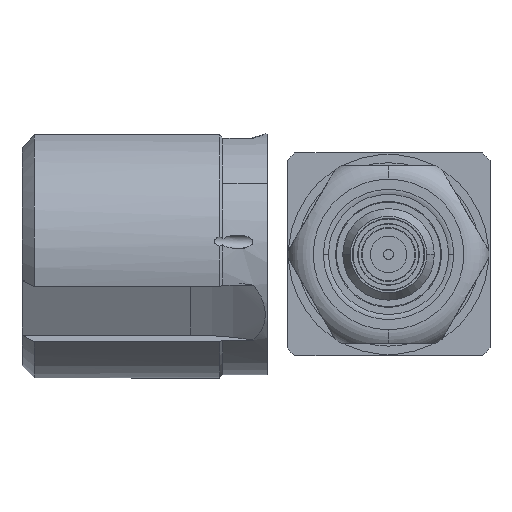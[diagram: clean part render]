
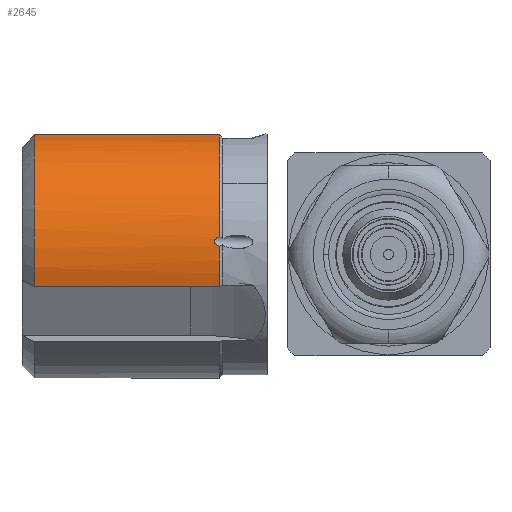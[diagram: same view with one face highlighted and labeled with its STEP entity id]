
A CAD part, front view. The second image highlights one B-rep face of the part: STEP entity #2645.
In plain terms, the highlighted cylindrical face has radius 7.747 mm (diameter 15.494 mm), a partial arc.
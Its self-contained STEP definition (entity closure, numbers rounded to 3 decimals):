
#1428=CARTESIAN_POINT('',(-1.016,0.,0.));
#1429=DIRECTION('',(1.,0.,0.));
#1430=DIRECTION('',(0.,-0.256,0.967));
#1431=AXIS2_PLACEMENT_3D('',#1428,#1429,#1430);
#1529=DIRECTION('',(-1.,0.,0.));
#1530=VECTOR('',#1529,11.608);
#1531=CARTESIAN_POINT('',(10.592,-7.477,-2.029));
#1532=LINE('',#1531,#1530);
#1533=DIRECTION('',(1.,0.,0.));
#1534=VECTOR('',#1533,11.608);
#1535=CARTESIAN_POINT('',(-1.016,-1.981,7.489));
#1536=LINE('',#1535,#1534);
#1537=CARTESIAN_POINT('',(10.592,0.,0.));
#1538=DIRECTION('',(1.,0.,0.));
#1539=DIRECTION('',(0.,-0.256,0.967));
#1540=AXIS2_PLACEMENT_3D('',#1537,#1538,#1539);
#1542=CARTESIAN_POINT('',(10.592,-7.731,0.502));
#1543=CARTESIAN_POINT('',(10.574,-7.73,
0.509));
#1544=CARTESIAN_POINT('',(10.538,-7.729,
0.523));
#1545=CARTESIAN_POINT('',(10.486,-7.728,
0.547));
#1546=CARTESIAN_POINT('',(10.435,-7.726,
0.575));
#1547=CARTESIAN_POINT('',(10.385,-7.723,
0.607));
#1548=CARTESIAN_POINT('',(10.338,-7.72,
0.646));
#1549=CARTESIAN_POINT('',(10.294,-7.716,
0.694));
#1550=CARTESIAN_POINT('',(10.259,-7.71,
0.76));
#1551=CARTESIAN_POINT('',(10.254,-7.702,
0.835));
#1552=CARTESIAN_POINT('',(10.277,-7.695,
0.898));
#1553=CARTESIAN_POINT('',(10.315,-7.689,
0.95));
#1554=CARTESIAN_POINT('',(10.361,-7.683,
0.994));
#1555=CARTESIAN_POINT('',(10.414,-7.678,1.031));
#1556=CARTESIAN_POINT('',(10.47,-7.674,1.064));
#1557=CARTESIAN_POINT('',(10.53,-7.67,1.092));
#1558=CARTESIAN_POINT('',(10.571,-7.667,1.109));
#1559=CARTESIAN_POINT('',(10.592,-7.666,1.116));
#1561=CARTESIAN_POINT('',(10.592,0.,0.));
#1562=DIRECTION('',(-1.,0.,0.));
#1563=DIRECTION('',(0.,-0.965,-0.262));
#1564=AXIS2_PLACEMENT_3D('',#1561,#1562,#1563);
#1566=CARTESIAN_POINT('',(10.592,-1.981,7.489));
#1583=CARTESIAN_POINT('',(10.592,-7.666,1.116));
#1677=CARTESIAN_POINT('',(10.592,-7.477,-2.029));
#1689=CARTESIAN_POINT('',(10.592,-7.731,0.502));
#2124=VERTEX_POINT('',#1583);
#2125=VERTEX_POINT('',#1689);
#2139=VERTEX_POINT('',#1566);
#2146=CARTESIAN_POINT('',(-1.016,-1.981,7.489));
#2147=VERTEX_POINT('',#2146);
#2195=VERTEX_POINT('',#1677);
#2198=CARTESIAN_POINT('',(-1.016,-7.477,-2.029));
#2199=VERTEX_POINT('',#2198);
#2628=CARTESIAN_POINT('',(-1.778,0.,0.));
#2629=DIRECTION('',(-1.,0.,0.));
#2630=DIRECTION('',(0.,0.809,-0.588));
#2631=AXIS2_PLACEMENT_3D('',#2628,#2629,#2630);
#2632=CYLINDRICAL_SURFACE('',#2631,7.747);
#2633=ORIENTED_EDGE('',*,*,#2485,.T.);
#2634=ORIENTED_EDGE('',*,*,#2535,.F.);
#2636=ORIENTED_EDGE('',*,*,#2635,.T.);
#2638=ORIENTED_EDGE('',*,*,#2637,.T.);
#2640=ORIENTED_EDGE('',*,*,#2639,.F.);
#2642=ORIENTED_EDGE('',*,*,#2641,.F.);
#2643=EDGE_LOOP('',(#2633,#2634,#2636,#2638,#2640,#2642));
#2644=FACE_OUTER_BOUND('',#2643,.F.);
#1432=CIRCLE('',#1431,7.747);
#1541=CIRCLE('',#1540,7.747);
#1560=B_SPLINE_CURVE_WITH_KNOTS('',3,(#1542,#1543,#1544,#1545,#1546,#1547,#1548,
#1549,#1550,#1551,#1552,#1553,#1554,#1555,#1556,#1557,#1558,#1559),
.UNSPECIFIED.,.F.,.F.,(4,1,1,1,1,1,1,1,1,1,1,1,1,1,1,4),(0.,0.067,
0.133,0.2,0.267,0.333,0.4,
0.467,0.533,0.6,0.667,0.733,
0.8,0.867,0.933,1.),.UNSPECIFIED.);
#1565=CIRCLE('',#1564,7.747);
#2485=EDGE_CURVE('',#2195,#2199,#1532,.T.);
#2535=EDGE_CURVE('',#2147,#2199,#1432,.T.);
#2635=EDGE_CURVE('',#2147,#2139,#1536,.T.);
#2637=EDGE_CURVE('',#2139,#2124,#1541,.T.);
#2639=EDGE_CURVE('',#2125,#2124,#1560,.T.);
#2641=EDGE_CURVE('',#2195,#2125,#1565,.T.);
#2645=ADVANCED_FACE('',(#2644),#2632,.T.);
